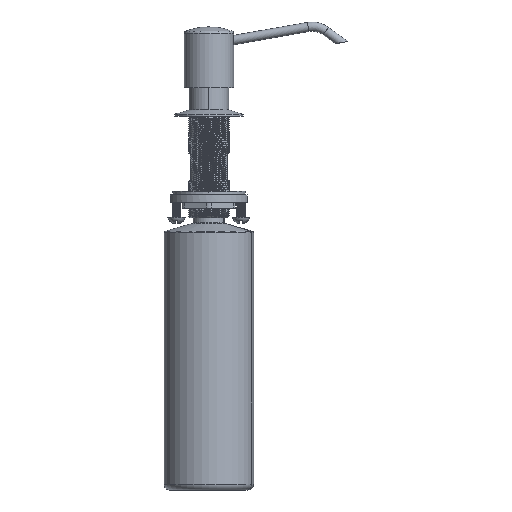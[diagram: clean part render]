
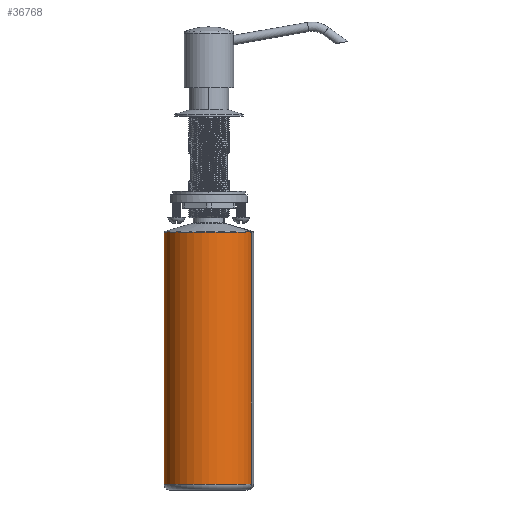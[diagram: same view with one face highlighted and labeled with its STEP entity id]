
A CAD part, left-side view. The second image highlights one B-rep face of the part: STEP entity #36768.
In plain terms, the highlighted cylindrical face has radius 30.874 mm (diameter 61.747 mm), a partial arc.
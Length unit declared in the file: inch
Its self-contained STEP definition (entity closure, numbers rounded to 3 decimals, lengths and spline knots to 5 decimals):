
#10443=CARTESIAN_POINT('',(0.,0.,-3.32611));
#10444=DIRECTION('',(0.,0.,-1.));
#10445=DIRECTION('',(-0.331,-0.944,0.));
#10446=AXIS2_PLACEMENT_3D('',#10443,#10444,#10445);
#10448=DIRECTION('',(0.,0.,-1.));
#10449=VECTOR('',#10448,6.82789);
#10450=CARTESIAN_POINT('',(0.40276,1.14683,
-3.32611));
#10451=LINE('',#10450,#10449);
#10452=DIRECTION('',(0.,0.,1.));
#10453=VECTOR('',#10452,6.82789);
#10454=CARTESIAN_POINT('',(-0.40276,-1.14683,-10.154));
#10455=LINE('',#10454,#10453);
#10471=CARTESIAN_POINT('',(0.,0.,-10.154));
#10472=DIRECTION('',(0.,0.,1.));
#10473=DIRECTION('',(0.331,0.944,0.));
#10474=AXIS2_PLACEMENT_3D('',#10471,#10472,#10473);
#14623=CARTESIAN_POINT('',(0.40276,1.14683,-10.154));
#14624=CARTESIAN_POINT('',(-0.40276,-1.14683,-10.154));
#14625=VERTEX_POINT('',#14623);
#14626=VERTEX_POINT('',#14624);
#14627=CARTESIAN_POINT('',(-0.40276,-1.14683,
-3.32611));
#14628=CARTESIAN_POINT('',(0.40276,1.14683,
-3.32611));
#14629=VERTEX_POINT('',#14627);
#14630=VERTEX_POINT('',#14628);
#36754=CARTESIAN_POINT('',(0.,0.,-3.18956));
#36755=DIRECTION('',(0.,0.,-1.));
#36756=DIRECTION('',(0.331,0.944,0.));
#36757=AXIS2_PLACEMENT_3D('',#36754,#36755,#36756);
#36758=CYLINDRICAL_SURFACE('',#36757,1.2155);
#36759=ORIENTED_EDGE('',*,*,#36736,.F.);
#36761=ORIENTED_EDGE('',*,*,#36760,.F.);
#36763=ORIENTED_EDGE('',*,*,#36762,.F.);
#36765=ORIENTED_EDGE('',*,*,#36764,.F.);
#36766=EDGE_LOOP('',(#36759,#36761,#36763,#36765));
#36767=FACE_OUTER_BOUND('',#36766,.F.);
#36768=ADVANCED_FACE('',(#36767),#36758,.T.);
#10447=CIRCLE('',#10446,1.2155);
#10475=CIRCLE('',#10474,1.2155);
#36736=EDGE_CURVE('',#14629,#14630,#10447,.T.);
#36760=EDGE_CURVE('',#14626,#14629,#10455,.T.);
#36762=EDGE_CURVE('',#14625,#14626,#10475,.T.);
#36764=EDGE_CURVE('',#14630,#14625,#10451,.T.);
